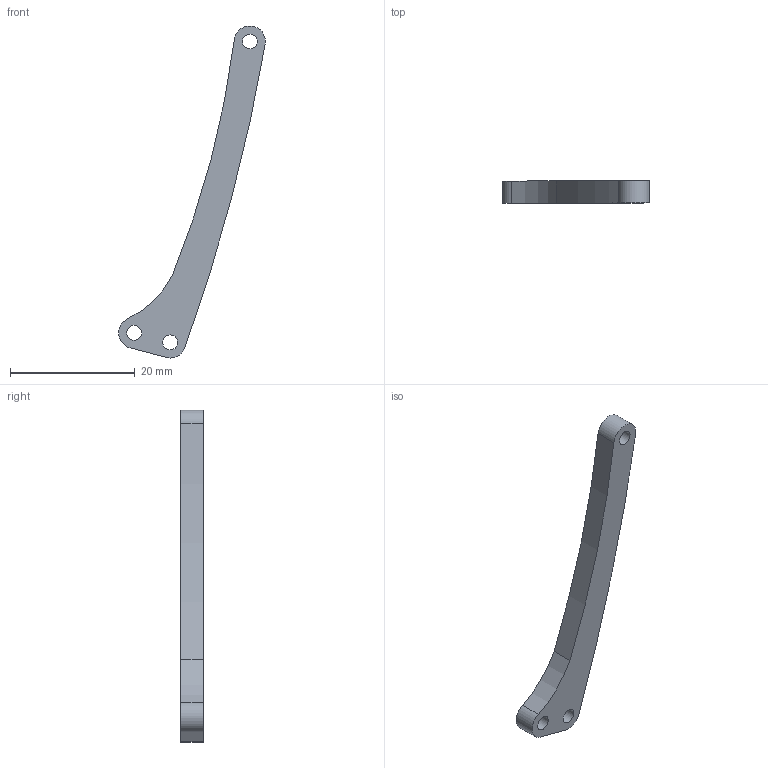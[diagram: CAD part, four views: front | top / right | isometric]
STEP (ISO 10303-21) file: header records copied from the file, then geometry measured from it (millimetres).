
FILE_DESCRIPTION(('HOOPS Exchange Step'),'2;1');
FILE_NAME('temp_export','2025-08-20T15:42:51+08:00',('maoge'),('Shapr3D Limited'),'HOOPS Exchange 2024.8','Shapr3D','Authorized');
FILE_SCHEMA( ('AP242_MANAGED_MODEL_BASED_3D_ENGINEERING_MIM_LF {1 0 10303 442 1 1 4}') );
Length unit declared in the file: millimetre
Products named in the file (1): 指传实体
Bounding box: 23.57 x 3.6 x 53.33 mm (x, y, z)
Volume: 1078.7 mm3; surface area: 1126.3 mm2
Topology: 1 solids, 1 shells, 13 faces, 39 edges, 28 vertices
Faces by surface type: cylinder 10, plane 3
Full cylindrical faces by diameter (mm): 2.4 x3
Entity records: 515 total; most frequent: DIRECTION 95, CARTESIAN_POINT 82, ORIENTED_EDGE 78, AXIS2_PLACEMENT_3D 41, EDGE_CURVE 39, VERTEX_POINT 28, CIRCLE 26, EDGE_LOOP 19
